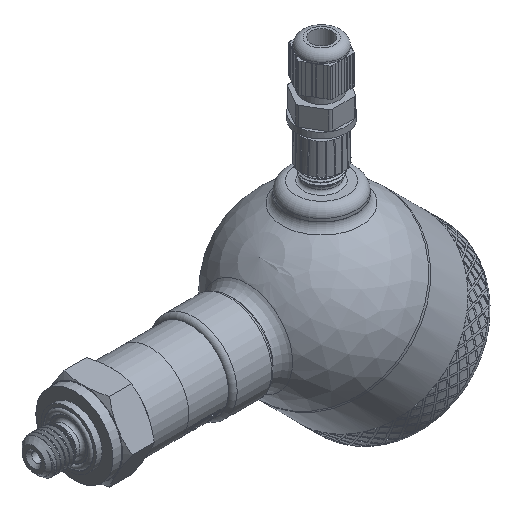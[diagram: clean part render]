
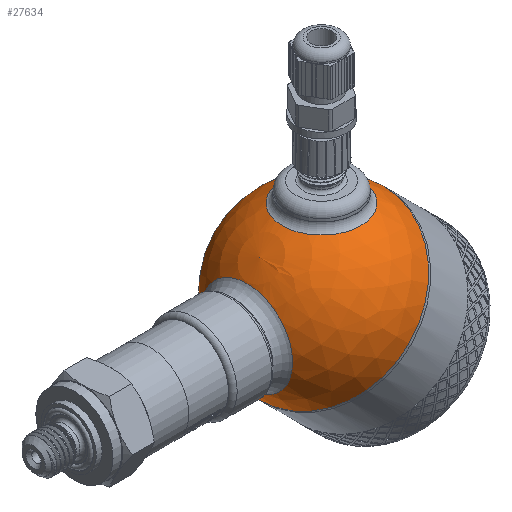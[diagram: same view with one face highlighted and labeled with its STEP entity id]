
A CAD part, isometric view. The second image highlights one B-rep face of the part: STEP entity #27634.
In plain terms, the highlighted spherical face has radius 30 mm.
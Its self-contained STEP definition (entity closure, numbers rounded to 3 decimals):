
#65=SPHERICAL_SURFACE('',#29328,30.);
#175=FACE_BOUND('',#3888,.T.);
#176=FACE_BOUND('',#3889,.T.);
#2124=FACE_OUTER_BOUND('',#3887,.T.);
#3887=EDGE_LOOP('',(#20026,#20027,#20028,#20029));
#3888=EDGE_LOOP('',(#20030));
#3889=EDGE_LOOP('',(#20031));
#5555=CIRCLE('',#29250,30.);
#5556=CIRCLE('',#29251,30.);
#5583=CIRCLE('',#29324,13.5);
#5586=CIRCLE('',#29329,30.);
#5587=CIRCLE('',#29330,15.643);
#11007=VERTEX_POINT('',#36505);
#11008=VERTEX_POINT('',#36507);
#11507=VERTEX_POINT('',#42894);
#11509=VERTEX_POINT('',#42901);
#11510=VERTEX_POINT('',#42903);
#13965=EDGE_CURVE('',#11007,#11008,#5555,.T.);
#13966=EDGE_CURVE('',#11008,#11007,#5556,.T.);
#14717=EDGE_CURVE('',#11507,#11507,#5583,.T.);
#14720=EDGE_CURVE('',#11008,#11509,#5586,.T.);
#14721=EDGE_CURVE('',#11510,#11510,#5587,.T.);
#20026=ORIENTED_EDGE('',*,*,#13966,.F.);
#20027=ORIENTED_EDGE('',*,*,#14720,.T.);
#20028=ORIENTED_EDGE('',*,*,#14720,.F.);
#20029=ORIENTED_EDGE('',*,*,#13965,.F.);
#20030=ORIENTED_EDGE('',*,*,#14721,.F.);
#20031=ORIENTED_EDGE('',*,*,#14717,.F.);
#27634=ADVANCED_FACE('',(#2124,#175,#176),#65,.T.);
#29250=AXIS2_PLACEMENT_3D('',#36508,#30818,#30819);
#29251=AXIS2_PLACEMENT_3D('',#36509,#30820,#30821);
#29324=AXIS2_PLACEMENT_3D('',#42895,#31230,#31231);
#29328=AXIS2_PLACEMENT_3D('',#42900,#31238,#31239);
#29329=AXIS2_PLACEMENT_3D('',#42902,#31240,#31241);
#29330=AXIS2_PLACEMENT_3D('',#42904,#31242,#31243);
#30818=DIRECTION('center_axis',(1.,0.,0.));
#30819=DIRECTION('ref_axis',(0.,1.,0.));
#30820=DIRECTION('center_axis',(1.,0.,0.));
#30821=DIRECTION('ref_axis',(0.,1.,0.));
#31230=DIRECTION('center_axis',(-0.707,0.,-0.707));
#31231=DIRECTION('ref_axis',(-0.707,0.,0.707));
#31238=DIRECTION('center_axis',(1.,0.,0.));
#31239=DIRECTION('ref_axis',(0.,-1.,0.));
#31240=DIRECTION('center_axis',(0.,0.,1.));
#31241=DIRECTION('ref_axis',(0.,1.,0.));
#31242=DIRECTION('center_axis',(-0.707,0.,0.707));
#31243=DIRECTION('ref_axis',(0.707,0.,0.707));
#36505=CARTESIAN_POINT('',(0.,-30.,0.));
#36507=CARTESIAN_POINT('',(0.,30.,0.));
#36508=CARTESIAN_POINT('Origin',(0.,0.,0.));
#36509=CARTESIAN_POINT('Origin',(0.,0.,0.));
#42894=CARTESIAN_POINT('',(-9.398,0.,-28.49));
#42895=CARTESIAN_POINT('Origin',(-18.944,0.,-18.944));
#42900=CARTESIAN_POINT('Origin',(0.,0.,0.));
#42901=CARTESIAN_POINT('',(-30.,0.,0.));
#42902=CARTESIAN_POINT('Origin',(0.,0.,0.));
#42903=CARTESIAN_POINT('',(-29.162,0.,7.04));
#42904=CARTESIAN_POINT('Origin',(-18.101,0.,18.101));
